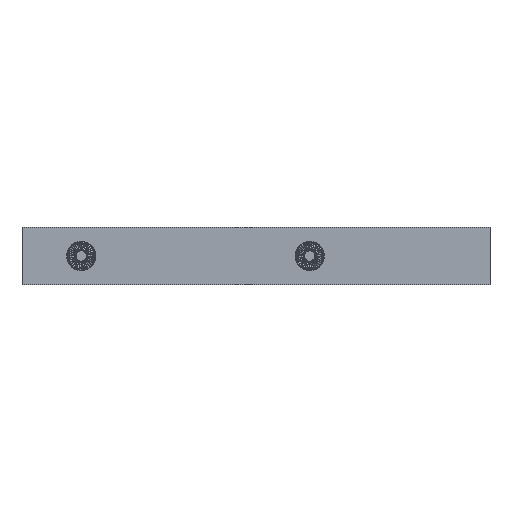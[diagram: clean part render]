
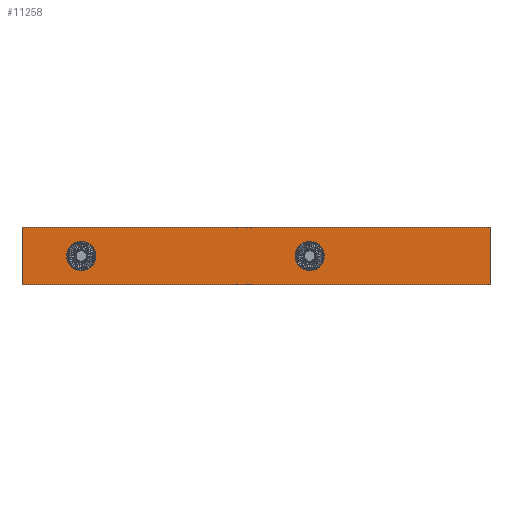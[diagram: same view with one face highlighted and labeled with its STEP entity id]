
A CAD part, top view. The second image highlights one B-rep face of the part: STEP entity #11258.
In plain terms, the highlighted planar face has unit normal (0, 0, 1).
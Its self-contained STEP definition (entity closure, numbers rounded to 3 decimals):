
#11186=AXIS2_PLACEMENT_3D('Plane Axis2P3D',#11183,#11184,#11185) ;
#11224=AXIS2_PLACEMENT_3D('Circle Axis2P3D',#11222,#11223,$) ;
#11233=AXIS2_PLACEMENT_3D('Circle Axis2P3D',#11231,#11232,$) ;
#11242=AXIS2_PLACEMENT_3D('Circle Axis2P3D',#11240,#11241,$) ;
#11251=AXIS2_PLACEMENT_3D('Circle Axis2P3D',#11249,#11250,$) ;
#11183=CARTESIAN_POINT('Axis2P3D Location',(-410.,25.,2.)) ;
#11188=CARTESIAN_POINT('Line Origine',(-205.,25.,2.)) ;
#11192=CARTESIAN_POINT('Vertex',(-410.,25.,2.)) ;
#11194=CARTESIAN_POINT('Vertex',(0.,25.,2.)) ;
#11197=CARTESIAN_POINT('Line Origine',(-410.,0.,2.)) ;
#11201=CARTESIAN_POINT('Vertex',(-410.,-25.,2.)) ;
#11204=CARTESIAN_POINT('Line Origine',(-205.,-25.,2.)) ;
#11208=CARTESIAN_POINT('Vertex',(0.,-25.,2.)) ;
#11211=CARTESIAN_POINT('Line Origine',(0.,0.,2.)) ;
#11222=CARTESIAN_POINT('Axis2P3D Location',(-358.,0.,2.)) ;
#11226=CARTESIAN_POINT('Vertex',(-358.,-4.5,2.)) ;
#11228=CARTESIAN_POINT('Vertex',(-358.,4.5,2.)) ;
#11231=CARTESIAN_POINT('Axis2P3D Location',(-358.,0.,2.)) ;
#11240=CARTESIAN_POINT('Axis2P3D Location',(-158.,0.,2.)) ;
#11244=CARTESIAN_POINT('Vertex',(-158.,-4.5,2.)) ;
#11246=CARTESIAN_POINT('Vertex',(-158.,4.5,2.)) ;
#11249=CARTESIAN_POINT('Axis2P3D Location',(-158.,0.,2.)) ;
#11184=DIRECTION('Axis2P3D Direction',(0.,0.,1.)) ;
#11185=DIRECTION('Axis2P3D XDirection',(1.,0.,0.)) ;
#11189=DIRECTION('Vector Direction',(1.,0.,0.)) ;
#11198=DIRECTION('Vector Direction',(0.,-1.,0.)) ;
#11205=DIRECTION('Vector Direction',(1.,0.,0.)) ;
#11212=DIRECTION('Vector Direction',(0.,-1.,0.)) ;
#11223=DIRECTION('Axis2P3D Direction',(0.,0.,1.)) ;
#11232=DIRECTION('Axis2P3D Direction',(0.,0.,1.)) ;
#11241=DIRECTION('Axis2P3D Direction',(0.,0.,1.)) ;
#11250=DIRECTION('Axis2P3D Direction',(0.,0.,1.)) ;
#11190=VECTOR('Line Direction',#11189,1.) ;
#11199=VECTOR('Line Direction',#11198,1.) ;
#11206=VECTOR('Line Direction',#11205,1.) ;
#11213=VECTOR('Line Direction',#11212,1.) ;
#11217=ORIENTED_EDGE('',*,*,#11196,.F.) ;
#11218=ORIENTED_EDGE('',*,*,#11203,.T.) ;
#11219=ORIENTED_EDGE('',*,*,#11210,.T.) ;
#11220=ORIENTED_EDGE('',*,*,#11215,.F.) ;
#11237=ORIENTED_EDGE('',*,*,#11230,.T.) ;
#11238=ORIENTED_EDGE('',*,*,#11235,.T.) ;
#11255=ORIENTED_EDGE('',*,*,#11248,.T.) ;
#11256=ORIENTED_EDGE('',*,*,#11253,.T.) ;
#11239=FACE_BOUND('',#11236,.T.) ;
#11257=FACE_BOUND('',#11254,.T.) ;
#11258=ADVANCED_FACE('Hauptkoerper nicht benutzen',(#11221,#11239,#11257),#11187,.T.) ;
#11225=CIRCLE('generated circle',#11224,4.5) ;
#11234=CIRCLE('generated circle',#11233,4.5) ;
#11243=CIRCLE('generated circle',#11242,4.5) ;
#11252=CIRCLE('generated circle',#11251,4.5) ;
#11196=EDGE_CURVE('',#11193,#11195,#11191,.T.) ;
#11203=EDGE_CURVE('',#11193,#11202,#11200,.T.) ;
#11210=EDGE_CURVE('',#11202,#11209,#11207,.T.) ;
#11215=EDGE_CURVE('',#11195,#11209,#11214,.T.) ;
#11230=EDGE_CURVE('',#11227,#11229,#11225,.F.) ;
#11235=EDGE_CURVE('',#11229,#11227,#11234,.F.) ;
#11248=EDGE_CURVE('',#11245,#11247,#11243,.F.) ;
#11253=EDGE_CURVE('',#11247,#11245,#11252,.F.) ;
#11216=EDGE_LOOP('',(#11217,#11218,#11219,#11220)) ;
#11236=EDGE_LOOP('',(#11237,#11238)) ;
#11254=EDGE_LOOP('',(#11255,#11256)) ;
#11221=FACE_OUTER_BOUND('',#11216,.T.) ;
#11191=LINE('Line',#11188,#11190) ;
#11200=LINE('Line',#11197,#11199) ;
#11207=LINE('Line',#11204,#11206) ;
#11214=LINE('Line',#11211,#11213) ;
#11187=PLANE('Plane',#11186) ;
#11193=VERTEX_POINT('',#11192) ;
#11195=VERTEX_POINT('',#11194) ;
#11202=VERTEX_POINT('',#11201) ;
#11209=VERTEX_POINT('',#11208) ;
#11227=VERTEX_POINT('',#11226) ;
#11229=VERTEX_POINT('',#11228) ;
#11245=VERTEX_POINT('',#11244) ;
#11247=VERTEX_POINT('',#11246) ;
